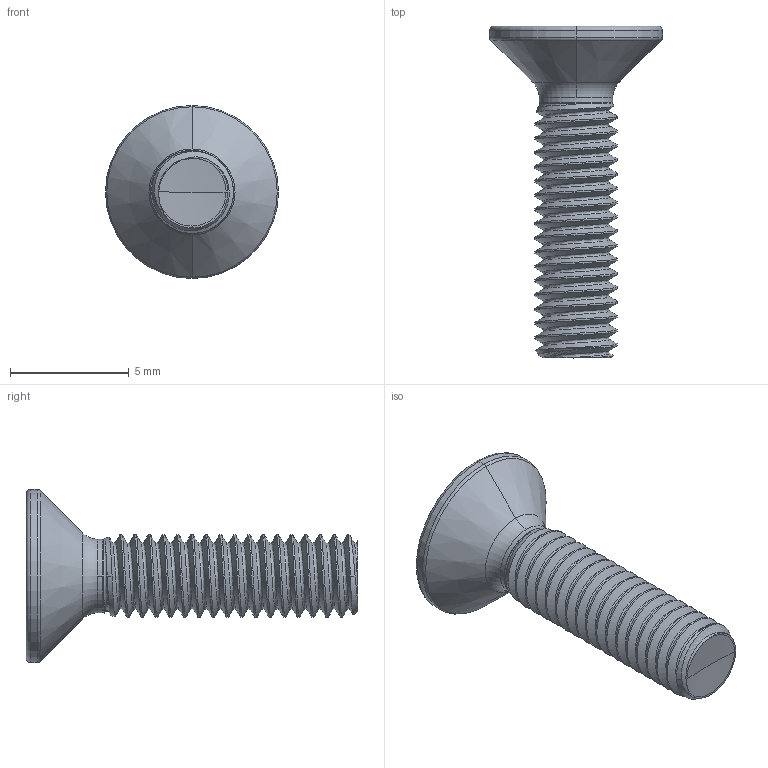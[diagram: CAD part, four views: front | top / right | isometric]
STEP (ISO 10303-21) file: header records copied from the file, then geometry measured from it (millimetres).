
FILE_DESCRIPTION (( 'STEP AP203' ), '1' );
FILE_NAME ('STM410350140.STEP', '2020-12-18T17:05:50', ( '' ), ( '' ), 'SwSTEP 2.0', 'SolidWorks 2015', '' );
FILE_SCHEMA (( 'CONFIG_CONTROL_DESIGN' ));
Length unit declared in the file: millimetre
Products named in the file (2): STM410350140
Bounding box: 7.3 x 14 x 7.3 mm (x, y, z)
Volume: 146.6 mm3; surface area: 303.6 mm2
Topology: 1 solids, 1 shells, 103 faces, 272 edges, 170 vertices
Faces by surface type: cylinder 57, bspline 18, cone 13, torus 11, sphere 2, plane 2
Entity records: 25478 total; most frequent: CARTESIAN_POINT 23148, ORIENTED_EDGE 540, DIRECTION 352, EDGE_CURVE 270, VERTEX_POINT 170, AXIS2_PLACEMENT_3D 142, B_SPLINE_CURVE_WITH_KNOTS 111, EDGE_LOOP 104
